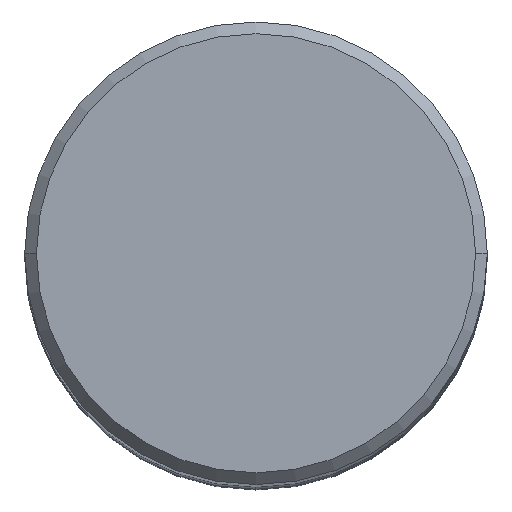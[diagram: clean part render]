
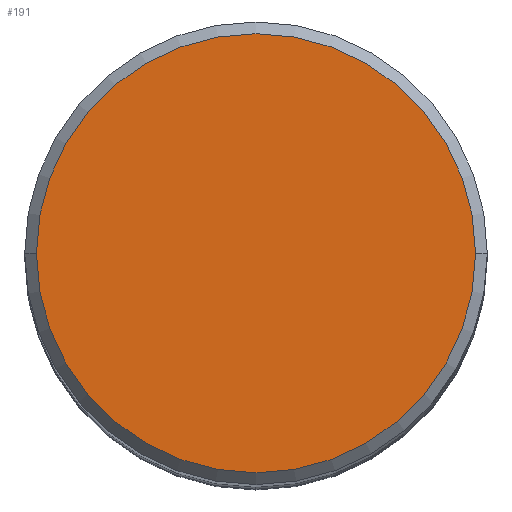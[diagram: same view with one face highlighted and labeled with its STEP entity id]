
A CAD part, top view. The second image highlights one B-rep face of the part: STEP entity #191.
In plain terms, the highlighted planar face has unit normal (0, 0, 1).
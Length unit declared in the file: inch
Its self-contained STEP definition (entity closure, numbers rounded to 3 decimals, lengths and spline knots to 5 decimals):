
#2 = CIRCLE ( 'NONE', #371, 0.3737 ) ;
#12 = CARTESIAN_POINT ( 'NONE',  ( 0., 0., 0. ) ) ;
#23 = DIRECTION ( 'NONE',  ( -1., 0., 0. ) ) ;
#31 = ORIENTED_EDGE ( 'NONE', *, *, #433, .T. ) ;
#36 = DIRECTION ( 'NONE',  ( 0., 0., -1. ) ) ;
#40 = EDGE_CURVE ( 'NONE', #193, #63, #2, .T. ) ;
#53 = AXIS2_PLACEMENT_3D ( 'NONE', #350, #467, #522 ) ;
#62 = CARTESIAN_POINT ( 'NONE',  ( -0.3737, 0., 0. ) ) ;
#63 = VERTEX_POINT ( 'NONE', #62 ) ;
#123 = EDGE_LOOP ( 'NONE', ( #31, #269 ) ) ;
#138 = AXIS2_PLACEMENT_3D ( 'NONE', #502, #36, #23 ) ;
#151 = DIRECTION ( 'NONE',  ( 1., 0., 0. ) ) ;
#191 = ADVANCED_FACE ( 'NONE', ( #341 ), #519, .F. ) ;
#193 = VERTEX_POINT ( 'NONE', #302 ) ;
#269 = ORIENTED_EDGE ( 'NONE', *, *, #40, .T. ) ;
#302 = CARTESIAN_POINT ( 'NONE',  ( 0.3737, 0., 0. ) ) ;
#341 = FACE_OUTER_BOUND ( 'NONE', #123, .T. ) ;
#350 = CARTESIAN_POINT ( 'NONE',  ( 0., 0., 0. ) ) ;
#371 = AXIS2_PLACEMENT_3D ( 'NONE', #12, #443, #151 ) ;
#433 = EDGE_CURVE ( 'NONE', #63, #193, #528, .T. ) ;
#443 = DIRECTION ( 'NONE',  ( 0., 0., 1. ) ) ;
#467 = DIRECTION ( 'NONE',  ( 0., 0., 1. ) ) ;
#502 = CARTESIAN_POINT ( 'NONE',  ( 0., 0.3737, 0. ) ) ;
#519 = PLANE ( 'NONE',  #138 ) ;
#522 = DIRECTION ( 'NONE',  ( 1., 0., 0. ) ) ;
#528 = CIRCLE ( 'NONE', #53, 0.3737 ) ;
